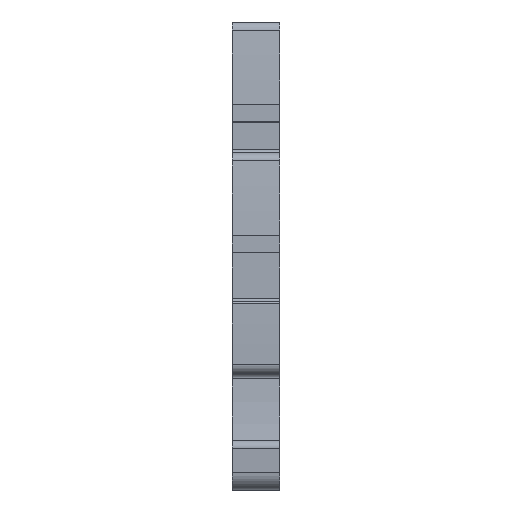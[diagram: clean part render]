
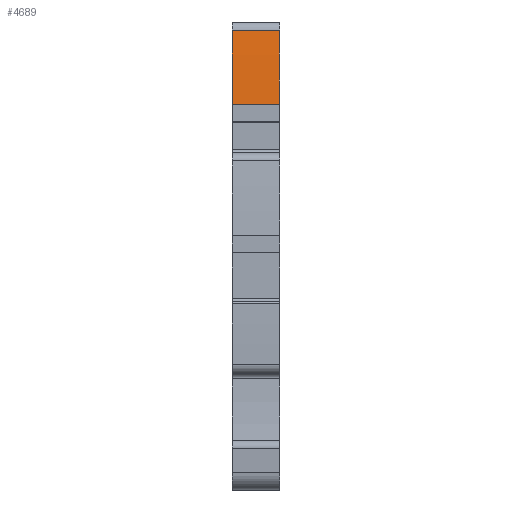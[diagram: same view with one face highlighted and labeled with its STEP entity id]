
A CAD part, front view. The second image highlights one B-rep face of the part: STEP entity #4689.
In plain terms, the highlighted cylindrical face has radius 149.2 mm (diameter 298.4 mm), a partial arc.
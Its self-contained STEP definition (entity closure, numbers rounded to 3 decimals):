
#4662=AXIS2_PLACEMENT_3D('Cylinder Axis2P3D',#4659,#4660,#4661) ;
#4666=AXIS2_PLACEMENT_3D('Circle Axis2P3D',#4664,#4665,$) ;
#4680=AXIS2_PLACEMENT_3D('Circle Axis2P3D',#4678,#4679,$) ;
#4636=CARTESIAN_POINT('Vertex',(0.,23.702,49.272)) ;
#4639=CARTESIAN_POINT('Line Origine',(2.55,23.702,49.272)) ;
#4643=CARTESIAN_POINT('Vertex',(5.05,23.702,49.272)) ;
#4659=CARTESIAN_POINT('Axis2P3D Location',(2.55,171.785,31.05)) ;
#4664=CARTESIAN_POINT('Axis2P3D Location',(0.,171.785,31.05)) ;
#4668=CARTESIAN_POINT('Vertex',(0.,22.935,41.264)) ;
#4671=CARTESIAN_POINT('Line Origine',(2.55,22.935,41.264)) ;
#4675=CARTESIAN_POINT('Vertex',(5.05,22.935,41.264)) ;
#4678=CARTESIAN_POINT('Axis2P3D Location',(5.05,171.785,31.05)) ;
#4640=DIRECTION('Vector Direction',(1.,0.,0.)) ;
#4660=DIRECTION('Axis2P3D Direction',(1.,0.,0.)) ;
#4661=DIRECTION('Axis2P3D XDirection',(0.,-0.993,0.122)) ;
#4665=DIRECTION('Axis2P3D Direction',(1.,0.,0.)) ;
#4672=DIRECTION('Vector Direction',(1.,0.,0.)) ;
#4679=DIRECTION('Axis2P3D Direction',(1.,0.,0.)) ;
#4641=VECTOR('Line Direction',#4640,1.) ;
#4673=VECTOR('Line Direction',#4672,1.) ;
#4684=ORIENTED_EDGE('',*,*,#4645,.F.) ;
#4685=ORIENTED_EDGE('',*,*,#4670,.T.) ;
#4686=ORIENTED_EDGE('',*,*,#4677,.F.) ;
#4687=ORIENTED_EDGE('',*,*,#4682,.F.) ;
#4689=ADVANCED_FACE('MLD1',(#4688),#4663,.T.) ;
#4667=CIRCLE('generated circle',#4666,149.2) ;
#4681=CIRCLE('generated circle',#4680,149.2) ;
#4663=CYLINDRICAL_SURFACE('generated cylinder',#4662,149.2) ;
#4645=EDGE_CURVE('',#4637,#4644,#4642,.T.) ;
#4670=EDGE_CURVE('',#4637,#4669,#4667,.T.) ;
#4677=EDGE_CURVE('',#4676,#4669,#4674,.F.) ;
#4682=EDGE_CURVE('',#4644,#4676,#4681,.T.) ;
#4683=EDGE_LOOP('',(#4684,#4685,#4686,#4687)) ;
#4688=FACE_OUTER_BOUND('',#4683,.T.) ;
#4642=LINE('Line',#4639,#4641) ;
#4674=LINE('Line',#4671,#4673) ;
#4637=VERTEX_POINT('',#4636) ;
#4644=VERTEX_POINT('',#4643) ;
#4669=VERTEX_POINT('',#4668) ;
#4676=VERTEX_POINT('',#4675) ;
